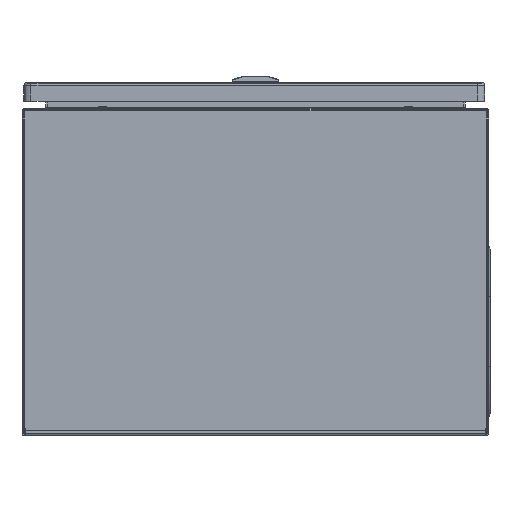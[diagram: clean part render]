
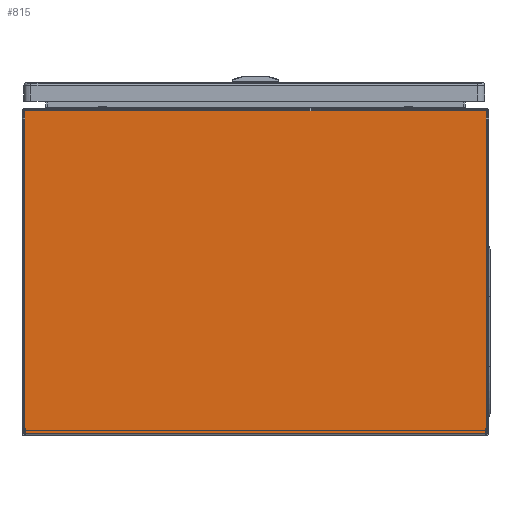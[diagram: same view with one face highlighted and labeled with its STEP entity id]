
A CAD part, left-side view. The second image highlights one B-rep face of the part: STEP entity #815.
In plain terms, the highlighted planar face has unit normal (-1, 0, 0).
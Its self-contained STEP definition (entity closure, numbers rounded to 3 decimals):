
#815=ADVANCED_FACE('',(#4005),#4006,.F.);
#4005=FACE_OUTER_BOUND('',#11401,.T.);
#4006=PLANE('',#11402);
#11401=EDGE_LOOP('',(#23216,#23217,#23218,#23219));
#11402=AXIS2_PLACEMENT_3D('',#23220,#23221,#23222);
#23216=ORIENTED_EDGE('',*,*,#39477,.T.);
#23217=ORIENTED_EDGE('',*,*,#39475,.F.);
#23218=ORIENTED_EDGE('',*,*,#39627,.F.);
#23219=ORIENTED_EDGE('',*,*,#39472,.T.);
#23220=CARTESIAN_POINT('',(-300.0,0.0,139.581));
#23221=DIRECTION('',(1.0,0.0,0.0));
#23222=DIRECTION('',(0.0,1.0,-0.0));
#39472=EDGE_CURVE('',#47131,#46922,#47132,.T.);
#39475=EDGE_CURVE('',#47128,#46925,#47136,.T.);
#39477=EDGE_CURVE('',#46922,#46925,#47138,.T.);
#39627=EDGE_CURVE('',#47131,#47128,#47355,.T.);
#46922=VERTEX_POINT('',#58145);
#46925=VERTEX_POINT('',#58149);
#47128=VERTEX_POINT('',#58651);
#47131=VERTEX_POINT('',#58655);
#47132=LINE('',#58656,#58657);
#47136=LINE('',#58662,#58663);
#47138=LINE('',#58666,#58667);
#47355=LINE('',#59130,#59131);
#58145=CARTESIAN_POINT('',(-300.0,-197.8,277.81));
#58149=CARTESIAN_POINT('',(-300.0,197.8,277.81));
#58651=CARTESIAN_POINT('',(-300.0,197.8,1.352));
#58655=CARTESIAN_POINT('',(-300.0,-197.8,1.352));
#58656=CARTESIAN_POINT('',(-300.0,-197.8,1.352));
#58657=VECTOR('',#77877,276.458);
#58662=CARTESIAN_POINT('',(-300.0,197.8,1.352));
#58663=VECTOR('',#77882,276.458);
#58666=CARTESIAN_POINT('',(-300.0,-197.8,277.81));
#58667=VECTOR('',#77884,395.6);
#59130=CARTESIAN_POINT('',(-300.0,-197.8,1.352));
#59131=VECTOR('',#78069,395.6);
#77877=DIRECTION('',(0.,0.0,1.0));
#77882=DIRECTION('',(0.0,0.0,1.0));
#77884=DIRECTION('',(0.0,1.0,0.0));
#78069=DIRECTION('',(0.,1.0,0.0));
